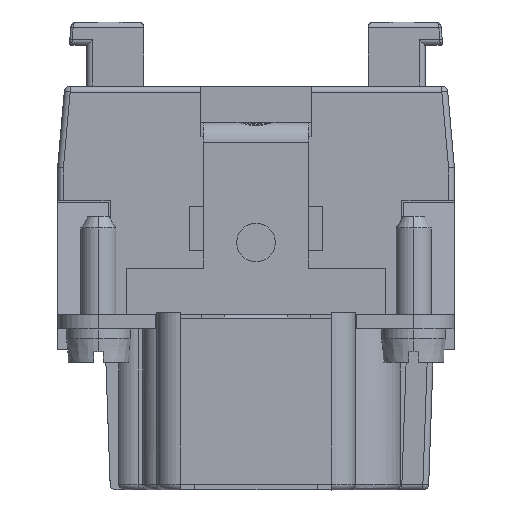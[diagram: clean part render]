
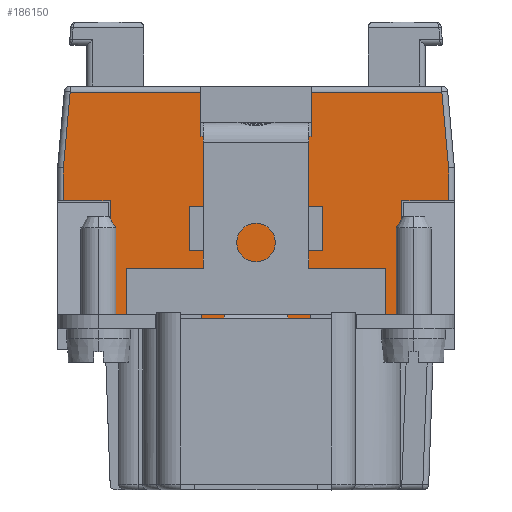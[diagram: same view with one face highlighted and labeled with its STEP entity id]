
A CAD part, left-side view. The second image highlights one B-rep face of the part: STEP entity #186150.
In plain terms, the highlighted planar face has unit normal (-1, 0, 0).
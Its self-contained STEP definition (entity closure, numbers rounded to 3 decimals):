
#940=CARTESIAN_POINT('',(42.446,12.746,
14.6));
#950=VERTEX_POINT('',#940);
#11170=CARTESIAN_POINT('',(42.446,23.926,
10.8));
#11180=VERTEX_POINT('',#11170);
#11510=CARTESIAN_POINT('',(42.446,23.926,
14.6));
#11520=VERTEX_POINT('',#11510);
#11550=CARTESIAN_POINT('',(42.446,23.926,0.));
#11560=DIRECTION('',(0.,0.,1.));
#11570=VECTOR('',#11560,1.);
#11580=LINE('',#11550,#11570);
#11590=EDGE_CURVE('',#11180,#11520,#11580,.T.);
#30290=CARTESIAN_POINT('',(42.446,44.605,
14.6));
#30300=VERTEX_POINT('',#30290);
#31770=CARTESIAN_POINT('',(42.446,41.67,
14.6));
#31780=DIRECTION('',(0.,-1.,0.));
#31790=VECTOR('',#31780,1000.);
#31800=LINE('',#31770,#31790);
#31810=EDGE_CURVE('',#11520,#950,#31800,.T.);
#55850=CARTESIAN_POINT('',(42.446,44.964,
10.5));
#55860=DIRECTION('',(0.,0.087,-0.996));
#55870=VECTOR('',#55860,1000.);
#55880=LINE('',#55850,#55870);
#55890=CARTESIAN_POINT('',(42.446,45.174,
8.1));
#55900=VERTEX_POINT('',#55890);
#55910=EDGE_CURVE('',#30300,#55900,#55880,.T.);
#55930=CARTESIAN_POINT('',(42.446,0.,8.1));
#55940=DIRECTION('',(0.,1.,0.));
#55950=VECTOR('',#55940,1.);
#55960=LINE('',#55930,#55950);
#55970=CARTESIAN_POINT('',(42.446,45.176,
8.1));
#55980=VERTEX_POINT('',#55970);
#55990=EDGE_CURVE('',#55900,#55980,#55960,.T.);
#78070=CARTESIAN_POINT('',(42.446,12.176,
8.1));
#78080=VERTEX_POINT('',#78070);
#78110=CARTESIAN_POINT('',(42.446,12.178,
8.1));
#78120=VERTEX_POINT('',#78110);
#78130=EDGE_CURVE('',#78080,#78120,#55960,.T.);
#78150=CARTESIAN_POINT('',(42.446,12.388,
10.5));
#78160=DIRECTION('',(0.,0.087,0.996));
#78170=VECTOR('',#78160,1000.);
#78180=LINE('',#78150,#78170);
#78190=EDGE_CURVE('',#78120,#950,#78180,.T.);
#106670=CARTESIAN_POINT('',(42.446,33.426,
14.6));
#106680=VERTEX_POINT('',#106670);
#106710=CARTESIAN_POINT('',(42.446,41.67,
14.6));
#106720=DIRECTION('',(0.,-1.,0.));
#106730=VECTOR('',#106720,1000.);
#106740=LINE('',#106710,#106730);
#106750=EDGE_CURVE('',#30300,#106680,#106740,.T.);
#116770=CARTESIAN_POINT('',(42.446,33.426,
10.8));
#116780=VERTEX_POINT('',#116770);
#116810=CARTESIAN_POINT('',(42.446,33.426,0.));
#116820=DIRECTION('',(0.,0.,-1.));
#116830=VECTOR('',#116820,1.);
#116840=LINE('',#116810,#116830);
#116850=EDGE_CURVE('',#106680,#116780,#116840,.T.);
#171720=CARTESIAN_POINT('',(42.446,0.,10.8));
#171730=DIRECTION('',(0.,1.,0.));
#171740=VECTOR('',#171730,1.);
#171750=LINE('',#171720,#171740);
#171760=CARTESIAN_POINT('',(42.446,24.176,
10.8));
#171770=VERTEX_POINT('',#171760);
#171780=EDGE_CURVE('',#11180,#171770,#171750,.T.);
#172320=CARTESIAN_POINT('',(42.446,33.176,
10.8));
#172330=VERTEX_POINT('',#172320);
#172360=EDGE_CURVE('',#172330,#116780,#171750,.T.);
#184610=CARTESIAN_POINT('',(42.446,12.176,
5.3));
#184620=VERTEX_POINT('',#184610);
#184650=CARTESIAN_POINT('',(42.446,12.176,
0.));
#184660=DIRECTION('',(0.,0.,1.));
#184670=VECTOR('',#184660,1.);
#184680=LINE('',#184650,#184670);
#184690=EDGE_CURVE('',#184620,#78080,#184680,.T.);
#185050=CARTESIAN_POINT('',(42.446,16.176,
5.3));
#185060=VERTEX_POINT('',#185050);
#185090=CARTESIAN_POINT('',(42.446,-19.908,
5.3));
#185100=DIRECTION('',(0.,1.,0.));
#185110=VECTOR('',#185100,1.);
#185120=LINE('',#185090,#185110);
#185130=EDGE_CURVE('',#184620,#185060,#185120,.T.);
#185200=CARTESIAN_POINT('',(42.446,40.576,
5.3));
#185210=DIRECTION('',(-1.,0.,0.));
#185220=DIRECTION('',(0.,0.,1.));
#185230=AXIS2_PLACEMENT_3D('',#185200,#185210,#185220);
#185240=PLANE('',#185230);
#185250=ORIENTED_EDGE('',*,*,#55910,.T.);
#185260=ORIENTED_EDGE('',*,*,#106750,.F.);
#185270=ORIENTED_EDGE('',*,*,#116850,.F.);
#185280=ORIENTED_EDGE('',*,*,#172360,.T.);
#185290=CARTESIAN_POINT('',(42.446,0.,10.8));
#185300=DIRECTION('',(0.,1.,0.));
#185310=VECTOR('',#185300,1.);
#185320=LINE('',#185290,#185310);
#185330=EDGE_CURVE('',#171770,#172330,#185320,.T.);
#185340=ORIENTED_EDGE('',*,*,#185330,.T.);
#185350=ORIENTED_EDGE('',*,*,#171780,.T.);
#185360=ORIENTED_EDGE('',*,*,#11590,.F.);
#185370=ORIENTED_EDGE('',*,*,#31810,.F.);
#185380=ORIENTED_EDGE('',*,*,#78190,.T.);
#185390=ORIENTED_EDGE('',*,*,#78130,.T.);
#185400=ORIENTED_EDGE('',*,*,#184690,.T.);
#185410=ORIENTED_EDGE('',*,*,#185130,.F.);
#185420=CARTESIAN_POINT('',(42.446,16.176,
0.));
#185430=DIRECTION('',(0.,0.,1.));
#185440=VECTOR('',#185430,1.);
#185450=LINE('',#185420,#185440);
#185460=CARTESIAN_POINT('',(42.446,16.176,
-5.7));
#185470=VERTEX_POINT('',#185460);
#185480=EDGE_CURVE('',#185470,#185060,#185450,.T.);
#185490=ORIENTED_EDGE('',*,*,#185480,.T.);
#185500=CARTESIAN_POINT('',(42.446,16.776,
-5.7));
#185510=DIRECTION('',(0.,-1.,0.));
#185520=VECTOR('',#185510,1.);
#185530=LINE('',#185500,#185520);
#185540=CARTESIAN_POINT('',(42.446,17.369,
-5.7));
#185550=VERTEX_POINT('',#185540);
#185560=EDGE_CURVE('',#185550,#185470,#185530,.T.);
#185570=ORIENTED_EDGE('',*,*,#185560,.T.);
#185580=CARTESIAN_POINT('',(42.446,-19.908,
-5.7));
#185590=DIRECTION('',(0.,-1.,0.));
#185600=VECTOR('',#185590,1.);
#185610=LINE('',#185580,#185600);
#185620=CARTESIAN_POINT('',(42.446,24.676,
-5.7));
#185630=VERTEX_POINT('',#185620);
#185640=EDGE_CURVE('',#185630,#185550,#185610,.T.);
#185650=ORIENTED_EDGE('',*,*,#185640,.T.);
#185660=CARTESIAN_POINT('',(42.446,33.191,
-5.7));
#185670=DIRECTION('',(0.,-1.,0.));
#185680=VECTOR('',#185670,1.);
#185690=LINE('',#185660,#185680);
#185700=CARTESIAN_POINT('',(42.446,32.676,
-5.7));
#185710=VERTEX_POINT('',#185700);
#185720=EDGE_CURVE('',#185710,#185630,#185690,.T.);
#185730=ORIENTED_EDGE('',*,*,#185720,.T.);
#185740=CARTESIAN_POINT('',(42.446,-19.908,
-5.7));
#185750=DIRECTION('',(0.,-1.,0.));
#185760=VECTOR('',#185750,1.);
#185770=LINE('',#185740,#185760);
#185780=CARTESIAN_POINT('',(42.446,38.281,
-5.7));
#185790=VERTEX_POINT('',#185780);
#185800=EDGE_CURVE('',#185790,#185710,#185770,.T.);
#185810=ORIENTED_EDGE('',*,*,#185800,.T.);
#185820=CARTESIAN_POINT('',(42.446,40.576,
-5.7));
#185830=DIRECTION('',(0.,1.,0.));
#185840=VECTOR('',#185830,1.);
#185850=LINE('',#185820,#185840);
#185860=CARTESIAN_POINT('',(42.446,41.176,
-5.7));
#185870=VERTEX_POINT('',#185860);
#185880=EDGE_CURVE('',#185790,#185870,#185850,.T.);
#185890=ORIENTED_EDGE('',*,*,#185880,.F.);
#185900=CARTESIAN_POINT('',(42.446,41.176,
0.));
#185910=DIRECTION('',(0.,0.,1.));
#185920=VECTOR('',#185910,1.);
#185930=LINE('',#185900,#185920);
#185940=CARTESIAN_POINT('',(42.446,41.176,
5.3));
#185950=VERTEX_POINT('',#185940);
#185960=EDGE_CURVE('',#185870,#185950,#185930,.T.);
#185970=ORIENTED_EDGE('',*,*,#185960,.F.);
#185980=CARTESIAN_POINT('',(42.446,-19.908,
5.3));
#185990=DIRECTION('',(0.,-1.,0.));
#186000=VECTOR('',#185990,1.);
#186010=LINE('',#185980,#186000);
#186020=CARTESIAN_POINT('',(42.446,45.176,
5.3));
#186030=VERTEX_POINT('',#186020);
#186040=EDGE_CURVE('',#186030,#185950,#186010,.T.);
#186050=ORIENTED_EDGE('',*,*,#186040,.T.);
#186060=CARTESIAN_POINT('',(42.446,45.176,
0.));
#186070=DIRECTION('',(0.,0.,-1.));
#186080=VECTOR('',#186070,1.);
#186090=LINE('',#186060,#186080);
#186100=EDGE_CURVE('',#55980,#186030,#186090,.T.);
#186110=ORIENTED_EDGE('',*,*,#186100,.T.);
#186120=ORIENTED_EDGE('',*,*,#55990,.T.);
#186130=EDGE_LOOP('',(#186120,#186110,#186050,#185970,#185890,#185810,
#185730,#185650,#185570,#185490,#185410,#185400,#185390,#185380,#185370,
#185360,#185350,#185340,#185280,#185270,#185260,#185250));
#186140=FACE_OUTER_BOUND('',#186130,.T.);
#186150=ADVANCED_FACE('',(#186140),#185240,.T.);
